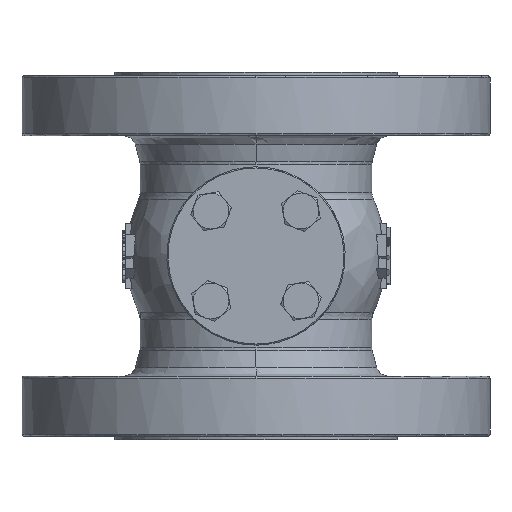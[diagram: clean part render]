
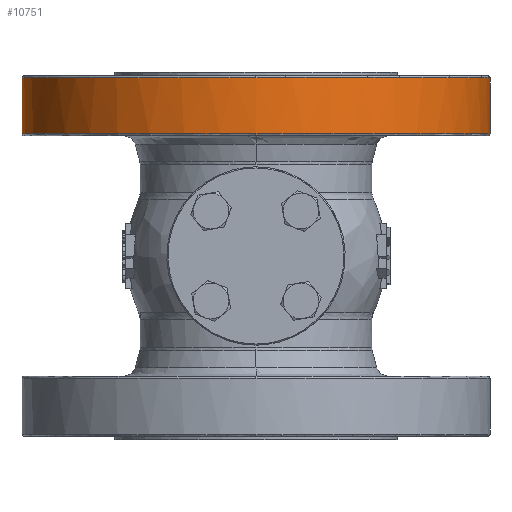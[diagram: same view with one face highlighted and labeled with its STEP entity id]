
A CAD part, front view. The second image highlights one B-rep face of the part: STEP entity #10751.
In plain terms, the highlighted cylindrical face has radius 105 mm (diameter 210 mm), a partial arc.
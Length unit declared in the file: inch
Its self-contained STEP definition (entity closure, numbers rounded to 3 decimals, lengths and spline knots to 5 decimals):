
#183 = CARTESIAN_POINT ( 'NONE',  ( -4.13386, 0., 2.16142 ) ) ;
#831 = EDGE_CURVE ( 'NONE', #25712, #23079, #23989, .T. ) ;
#907 = CARTESIAN_POINT ( 'NONE',  ( 0., 0., 2.16142 ) ) ;
#1137 = EDGE_CURVE ( 'NONE', #25712, #39202, #1276, .T. ) ;
#1276 = B_SPLINE_CURVE_WITH_KNOTS ( 'NONE', 3,
 ( #37421, #41850, #54294, #3894 ),
 .UNSPECIFIED., .F., .F.,
 ( 4, 4 ),
 ( 0., 1. ),
 .UNSPECIFIED. ) ;
#1663 = AXIS2_PLACEMENT_3D ( 'NONE', #907, #4828, #21514 ) ;
#2760 = CARTESIAN_POINT ( 'NONE',  ( 4.13386, 0., 3.14567 ) ) ;
#3191 = CARTESIAN_POINT ( 'NONE',  ( -4.13386, 0., 3.14567 ) ) ;
#3384 = CARTESIAN_POINT ( 'NONE',  ( 4.13386, -2.75591, 2.16142 ) ) ;
#3894 = CARTESIAN_POINT ( 'NONE',  ( 4.13386, 0., 3.14567 ) ) ;
#4527 = VERTEX_POINT ( 'NONE', #35611 ) ;
#4828 = DIRECTION ( 'NONE',  ( 0., 0., 1. ) ) ;
#10751 = ADVANCED_FACE ( 'NONE', ( #12624 ), #54689, .T. ) ;
#11523 = ORIENTED_EDGE ( 'NONE', *, *, #1137, .T. ) ;
#12624 = FACE_OUTER_BOUND ( 'NONE', #39937, .T. ) ;
#12829 = CARTESIAN_POINT ( 'NONE',  ( 0., -4.13386, 2.16142 ) ) ;
#15506 = EDGE_CURVE ( 'NONE', #36892, #4527, #45404, .T. ) ;
#16673 = CARTESIAN_POINT ( 'NONE',  ( 0., -4.13386, 3.14567 ) ) ;
#17804 = ORIENTED_EDGE ( 'NONE', *, *, #32826, .F. ) ;
#19028 = CARTESIAN_POINT ( 'NONE',  ( -4.13386, 0., 3.14567 ) ) ;
#19627 = CARTESIAN_POINT ( 'NONE',  ( -4.13386, 0., 2.4895 ) ) ;
#19799 = EDGE_CURVE ( 'NONE', #25425, #39202, #48399, .T. ) ;
#20079 = CARTESIAN_POINT ( 'NONE',  ( 4.13386, 0., 2.16142 ) ) ;
#21514 = DIRECTION ( 'NONE',  ( 1., 0., 0. ) ) ;
#23079 = VERTEX_POINT ( 'NONE', #38618 ) ;
#23154 = CARTESIAN_POINT ( 'NONE',  ( -2.06693, -4.13386, 3.14567 ) ) ;
#23561 = CARTESIAN_POINT ( 'NONE',  ( 2.06693, -4.13386, 3.14567 ) ) ;
#23989 =( BOUNDED_CURVE ( )  B_SPLINE_CURVE ( 3, ( #20079, #3384, #33596, #12829 ),
 .UNSPECIFIED., .F., .F. ) 
 B_SPLINE_CURVE_WITH_KNOTS ( ( 4, 4 ),
 ( 0., 1. ),
 .UNSPECIFIED. ) 
 CURVE ( )  GEOMETRIC_REPRESENTATION_ITEM ( )  RATIONAL_B_SPLINE_CURVE ( ( 0.478, 0.478, 0.638, 0.957 ) ) 
 REPRESENTATION_ITEM ( '' )  );
#24787 =( BOUNDED_CURVE ( )  B_SPLINE_CURVE ( 3, ( #51439, #25440, #34575, #183 ),
 .UNSPECIFIED., .F., .F. ) 
 B_SPLINE_CURVE_WITH_KNOTS ( ( 4, 4 ),
 ( 0., 1. ),
 .UNSPECIFIED. ) 
 CURVE ( )  GEOMETRIC_REPRESENTATION_ITEM ( )  RATIONAL_B_SPLINE_CURVE ( ( 0.957, 0.638, 0.478, 0.478 ) ) 
 REPRESENTATION_ITEM ( '' )  );
#25425 = VERTEX_POINT ( 'NONE', #16673 ) ;
#25440 = CARTESIAN_POINT ( 'NONE',  ( -2.06693, -4.13386, 2.16142 ) ) ;
#25626 = CARTESIAN_POINT ( 'NONE',  ( 4.13386, 0., 3.14567 ) ) ;
#25712 = VERTEX_POINT ( 'NONE', #50850 ) ;
#32826 = EDGE_CURVE ( 'NONE', #23079, #4527, #24787, .T. ) ;
#33596 = CARTESIAN_POINT ( 'NONE',  ( 2.06693, -4.13386, 2.16142 ) ) ;
#34344 =( BOUNDED_CURVE ( )  B_SPLINE_CURVE ( 3, ( #19028, #36168, #23154, #36439 ),
 .UNSPECIFIED., .F., .F. ) 
 B_SPLINE_CURVE_WITH_KNOTS ( ( 4, 4 ),
 ( 0., 1. ),
 .UNSPECIFIED. ) 
 CURVE ( )  GEOMETRIC_REPRESENTATION_ITEM ( )  RATIONAL_B_SPLINE_CURVE ( ( 0.478, 0.478, 0.638, 0.957 ) ) 
 REPRESENTATION_ITEM ( '' )  );
#34575 = CARTESIAN_POINT ( 'NONE',  ( -4.13386, -2.75591, 2.16142 ) ) ;
#35611 = CARTESIAN_POINT ( 'NONE',  ( -4.13386, 0., 2.16142 ) ) ;
#36168 = CARTESIAN_POINT ( 'NONE',  ( -4.13386, -2.75591, 3.14567 ) ) ;
#36439 = CARTESIAN_POINT ( 'NONE',  ( 0., -4.13386, 3.14567 ) ) ;
#36892 = VERTEX_POINT ( 'NONE', #50852 ) ;
#37010 = EDGE_CURVE ( 'NONE', #36892, #25425, #34344, .T. ) ;
#37421 = CARTESIAN_POINT ( 'NONE',  ( 4.13386, 0., 2.16142 ) ) ;
#37991 = ORIENTED_EDGE ( 'NONE', *, *, #37010, .F. ) ;
#38618 = CARTESIAN_POINT ( 'NONE',  ( 0., -4.13386, 2.16142 ) ) ;
#39202 = VERTEX_POINT ( 'NONE', #25626 ) ;
#39937 = EDGE_LOOP ( 'NONE', ( #43364, #37991, #54605, #17804, #42084, #11523 ) ) ;
#40608 = CARTESIAN_POINT ( 'NONE',  ( -4.13386, 0., 2.81759 ) ) ;
#40707 = CARTESIAN_POINT ( 'NONE',  ( 0., -4.13386, 3.14567 ) ) ;
#41850 = CARTESIAN_POINT ( 'NONE',  ( 4.13386, 0., 2.4895 ) ) ;
#42084 = ORIENTED_EDGE ( 'NONE', *, *, #831, .F. ) ;
#43364 = ORIENTED_EDGE ( 'NONE', *, *, #19799, .F. ) ;
#45404 = B_SPLINE_CURVE_WITH_KNOTS ( 'NONE', 3,
 ( #3191, #40608, #19627, #53884 ),
 .UNSPECIFIED., .F., .F.,
 ( 4, 4 ),
 ( 0., 1. ),
 .UNSPECIFIED. ) ;
#45695 = CARTESIAN_POINT ( 'NONE',  ( 4.13386, -2.75591, 3.14567 ) ) ;
#48399 =( BOUNDED_CURVE ( )  B_SPLINE_CURVE ( 3, ( #40707, #23561, #45695, #2760 ),
 .UNSPECIFIED., .F., .F. ) 
 B_SPLINE_CURVE_WITH_KNOTS ( ( 4, 4 ),
 ( 0., 1. ),
 .UNSPECIFIED. ) 
 CURVE ( )  GEOMETRIC_REPRESENTATION_ITEM ( )  RATIONAL_B_SPLINE_CURVE ( ( 0.957, 0.638, 0.478, 0.478 ) ) 
 REPRESENTATION_ITEM ( '' )  );
#50850 = CARTESIAN_POINT ( 'NONE',  ( 4.13386, 0., 2.16142 ) ) ;
#50852 = CARTESIAN_POINT ( 'NONE',  ( -4.13386, 0., 3.14567 ) ) ;
#51439 = CARTESIAN_POINT ( 'NONE',  ( 0., -4.13386, 2.16142 ) ) ;
#53884 = CARTESIAN_POINT ( 'NONE',  ( -4.13386, 0., 2.16142 ) ) ;
#54294 = CARTESIAN_POINT ( 'NONE',  ( 4.13386, 0., 2.81759 ) ) ;
#54605 = ORIENTED_EDGE ( 'NONE', *, *, #15506, .T. ) ;
#54689 = CYLINDRICAL_SURFACE ( 'NONE', #1663, 4.13386 ) ;
